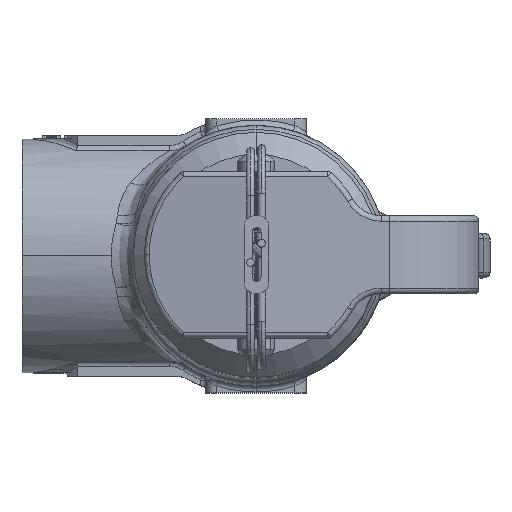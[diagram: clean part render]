
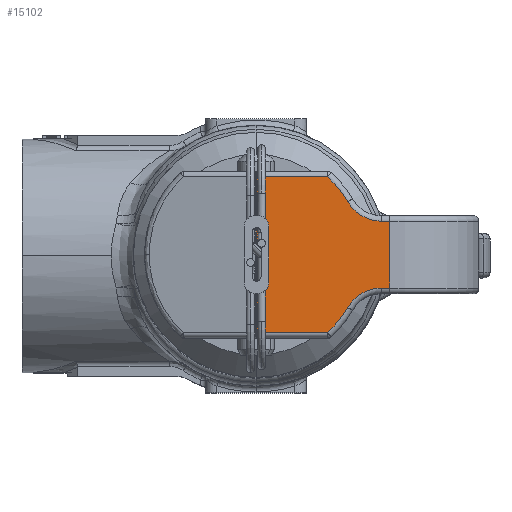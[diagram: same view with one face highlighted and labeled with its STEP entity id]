
A CAD part, top view. The second image highlights one B-rep face of the part: STEP entity #15102.
In plain terms, the highlighted planar face has unit normal (0, 0, 1).
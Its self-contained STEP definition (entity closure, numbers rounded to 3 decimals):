
#15011=CARTESIAN_POINT('',(-0.,0.,69.5));
#15012=DIRECTION('',(-0.,0.,1.));
#15013=DIRECTION('',(0.,-1.,0.));
#15014=AXIS2_PLACEMENT_3D('',#15011,#15012,#15013);
#15015=PLANE('',#15014);
#15016=CARTESIAN_POINT('',(6.423,7.,69.5));
#15017=VERTEX_POINT('',#15016);
#15018=CARTESIAN_POINT('',(0.044,7.,69.5));
#15019=VERTEX_POINT('',#15018);
#15020=CARTESIAN_POINT('',(6.423,7.,69.5));
#15021=DIRECTION('',(-1.,-0.,-0.));
#15022=VECTOR('',#15021,6.379);
#15023=LINE('',#15020,#15022);
#15024=EDGE_CURVE('NONE',#15017,#15019,#15023,.T.);
#15025=ORIENTED_EDGE('',*,*,#15024,.T.);
#15026=CARTESIAN_POINT('',(0.044,-7.,69.5));
#15027=VERTEX_POINT('',#15026);
#15028=CARTESIAN_POINT('',(0.044,7.,69.5));
#15029=DIRECTION('',(0.,-1.,0.));
#15030=VECTOR('',#15029,14.);
#15031=LINE('',#15028,#15030);
#15032=EDGE_CURVE('NONE',#15019,#15027,#15031,.T.);
#15033=ORIENTED_EDGE('',*,*,#15032,.T.);
#15034=CARTESIAN_POINT('',(6.423,-7.,69.5));
#15035=VERTEX_POINT('',#15034);
#15036=CARTESIAN_POINT('',(0.044,-7.,69.5));
#15037=DIRECTION('',(1.,0.,0.));
#15038=VECTOR('',#15037,6.379);
#15039=LINE('',#15036,#15038);
#15040=EDGE_CURVE('NONE',#15027,#15035,#15039,.T.);
#15041=ORIENTED_EDGE('',*,*,#15040,.T.);
#15042=CARTESIAN_POINT('',(8.227,-4.75,69.5));
#15043=VERTEX_POINT('',#15042);
#15044=CARTESIAN_POINT('',(-0.,0.,69.5));
#15045=DIRECTION('',(-0.,0.,1.));
#15046=DIRECTION('',(0.,-1.,0.));
#15047=AXIS2_PLACEMENT_3D('',#15044,#15045,#15046);
#15048=CIRCLE('',#15047,9.5);
#15049=EDGE_CURVE('NONE',#15035,#15043,#15048,.T.);
#15050=ORIENTED_EDGE('',*,*,#15049,.T.);
#15051=CARTESIAN_POINT('',(11.258,-3.,69.5));
#15052=VERTEX_POINT('',#15051);
#15053=CARTESIAN_POINT('',(11.258,-6.5,69.5));
#15054=DIRECTION('',(0.,-0.,-1.));
#15055=DIRECTION('',(0.,-1.,0.));
#15056=AXIS2_PLACEMENT_3D('',#15053,#15054,#15055);
#15057=CIRCLE('',#15056,3.5);
#15058=EDGE_CURVE('NONE',#15043,#15052,#15057,.T.);
#15059=ORIENTED_EDGE('',*,*,#15058,.T.);
#15060=CARTESIAN_POINT('',(12.,-3.,69.5));
#15061=VERTEX_POINT('',#15060);
#15062=CARTESIAN_POINT('',(11.258,-3.,69.5));
#15063=DIRECTION('',(1.,0.,0.));
#15064=VECTOR('',#15063,0.742);
#15065=LINE('',#15062,#15064);
#15066=EDGE_CURVE('NONE',#15052,#15061,#15065,.T.);
#15067=ORIENTED_EDGE('',*,*,#15066,.T.);
#15068=CARTESIAN_POINT('',(12.,3.,69.5));
#15069=VERTEX_POINT('',#15068);
#15070=CARTESIAN_POINT('',(12.,-3.,69.5));
#15071=DIRECTION('',(-0.,1.,-0.));
#15072=VECTOR('',#15071,6.);
#15073=LINE('',#15070,#15072);
#15074=EDGE_CURVE('NONE',#15061,#15069,#15073,.T.);
#15075=ORIENTED_EDGE('',*,*,#15074,.T.);
#15076=CARTESIAN_POINT('',(11.258,3.,69.5));
#15077=VERTEX_POINT('',#15076);
#15078=CARTESIAN_POINT('',(12.,3.,69.5));
#15079=DIRECTION('',(-1.,-0.,-0.));
#15080=VECTOR('',#15079,0.742);
#15081=LINE('',#15078,#15080);
#15082=EDGE_CURVE('NONE',#15069,#15077,#15081,.T.);
#15083=ORIENTED_EDGE('',*,*,#15082,.T.);
#15084=CARTESIAN_POINT('',(8.227,4.75,69.5));
#15085=VERTEX_POINT('',#15084);
#15086=CARTESIAN_POINT('',(11.258,6.5,69.5));
#15087=DIRECTION('',(0.,-0.,-1.));
#15088=DIRECTION('',(0.,-1.,0.));
#15089=AXIS2_PLACEMENT_3D('',#15086,#15087,#15088);
#15090=CIRCLE('',#15089,3.5);
#15091=EDGE_CURVE('NONE',#15077,#15085,#15090,.T.);
#15092=ORIENTED_EDGE('',*,*,#15091,.T.);
#15093=CARTESIAN_POINT('',(-0.,0.,69.5));
#15094=DIRECTION('',(-0.,0.,1.));
#15095=DIRECTION('',(0.,-1.,0.));
#15096=AXIS2_PLACEMENT_3D('',#15093,#15094,#15095);
#15097=CIRCLE('',#15096,9.5);
#15098=EDGE_CURVE('NONE',#15085,#15017,#15097,.T.);
#15099=ORIENTED_EDGE('',*,*,#15098,.T.);
#15100=EDGE_LOOP('',(#15025,#15033,#15041,#15050,#15059,#15067,#15075,#15083,#15092,#15099));
#15101=FACE_BOUND('',#15100,.T.);
#15102=ADVANCED_FACE('NONE',(#15101),#15015,.T.);
